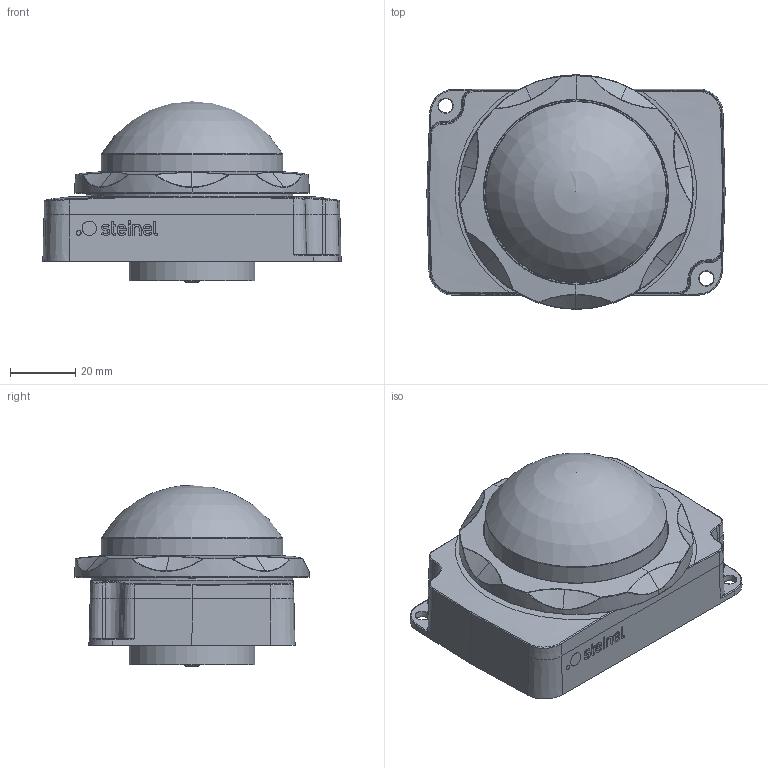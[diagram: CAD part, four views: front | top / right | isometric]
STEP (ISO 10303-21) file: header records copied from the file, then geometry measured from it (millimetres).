
FILE_DESCRIPTION(/* description */ (''),/* implementation_level */ '2;1');
FILE_NAME(/* name */ 'SENSOTEC-HB-PIR-345-IPD-Zhaga.stp',/* time_stamp */ '2022-11-15T08:54:59+01:00',/* author */ (''),/* organization */ (''),/* preprocessor_version */ 'ST-DEVELOPER v18.1',/* originating_system */ 'SIEMENS PLM Software NX 1957',/* authorisation */ '');
FILE_SCHEMA (('AUTOMOTIVE_DESIGN { 1 0 10303 214 3 1 1 1 }'));
Length unit declared in the file: millimetre
Products named in the file (4): c-2213837-1-ASSEM-40MM LUMAWISE ENDURANCE S; Mutter; HB-PIR-345-IPD-Zhaga; SENSOTEC-HB-PIR-345-IPD-Zhaga
Assembly tree (3 placements, depth 2):
  SENSOTEC-HB-PIR-345-IPD-Zhaga
    HB-PIR-345-IPD-Zhaga
    Mutter
    c-2213837-1-ASSEM-40MM LUMAWISE ENDURANCE S
Bounding box: 91.51 x 72 x 55.66 mm (x, y, z)
Volume: 176974.6 mm3; surface area: 32225.7 mm2
Topology: 3 solids, 3 shells, 494 faces, 1179 edges, 717 vertices
Faces by surface type: plane 166, bspline 95, cylinder 88, cone 46, extrusion 36, sphere 34, torus 29
Full cylindrical faces by diameter (mm): 0.2 x2, 4.75 x1, 38 x1, 38.65 x1, 60 x1, 61.92 x1
Entity records: 22243 total; most frequent: CARTESIAN_POINT 8869, ORIENTED_EDGE 2236, DIRECTION 1903, EDGE_CURVE 1118, VERTEX_POINT 695, AXIS2_PLACEMENT_3D 694, EDGE_LOOP 565, VECTOR 515
